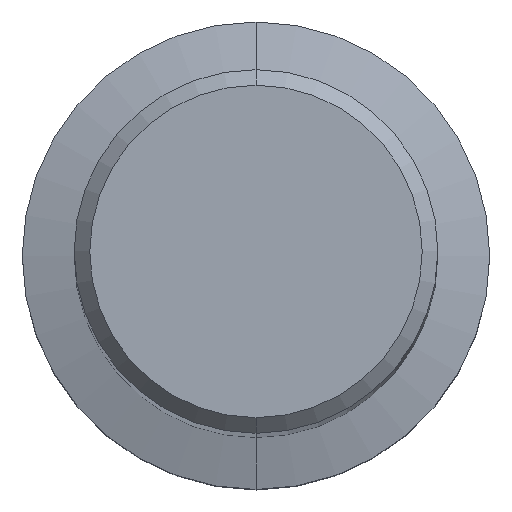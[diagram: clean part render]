
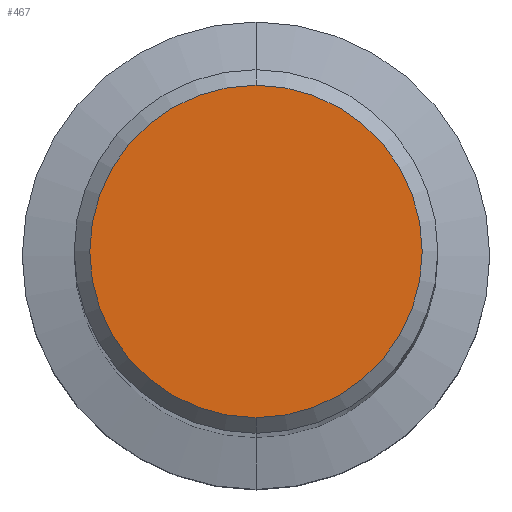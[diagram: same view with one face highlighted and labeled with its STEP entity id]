
A CAD part, top view. The second image highlights one B-rep face of the part: STEP entity #467.
In plain terms, the highlighted planar face has unit normal (0, 0, 1).
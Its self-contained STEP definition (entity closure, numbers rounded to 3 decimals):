
#257=EDGE_CURVE('',#517,#259,#618,.T.);
#259=VERTEX_POINT('',#620);
#467=ADVANCED_FACE('',(#855),#856,.T.);
#517=VERTEX_POINT('',#909);
#521=EDGE_CURVE('',#259,#517,#913,.T.);
#618=CIRCLE('',#1111,6.4);
#620=CARTESIAN_POINT('',(0.0,6.4,0.0));
#855=FACE_OUTER_BOUND('',#1536,.T.);
#856=PLANE('',#1537);
#909=CARTESIAN_POINT('',(0.,-6.4,0.0));
#913=CIRCLE('',#1686,6.4);
#1111=AXIS2_PLACEMENT_3D('',#1770,#1771,#1772);
#1536=EDGE_LOOP('',(#2086,#2087));
#1537=AXIS2_PLACEMENT_3D('',#2088,#2089,#2090);
#1686=AXIS2_PLACEMENT_3D('',#2131,#2132,#2133);
#1770=CARTESIAN_POINT('',(0.0,0.0,0.0));
#1771=DIRECTION('',(0.0,0.0,-1.0));
#1772=DIRECTION('',(0.0,1.0,0.0));
#2086=ORIENTED_EDGE('',*,*,#521,.F.);
#2087=ORIENTED_EDGE('',*,*,#257,.F.);
#2088=CARTESIAN_POINT('',(0.0,3.2,0.0));
#2089=DIRECTION('',(-0.0,0.0,1.0));
#2090=DIRECTION('',(0.0,-1.0,0.0));
#2131=CARTESIAN_POINT('',(0.0,0.0,0.0));
#2132=DIRECTION('',(0.0,0.0,-1.0));
#2133=DIRECTION('',(0.0,1.0,0.0));
